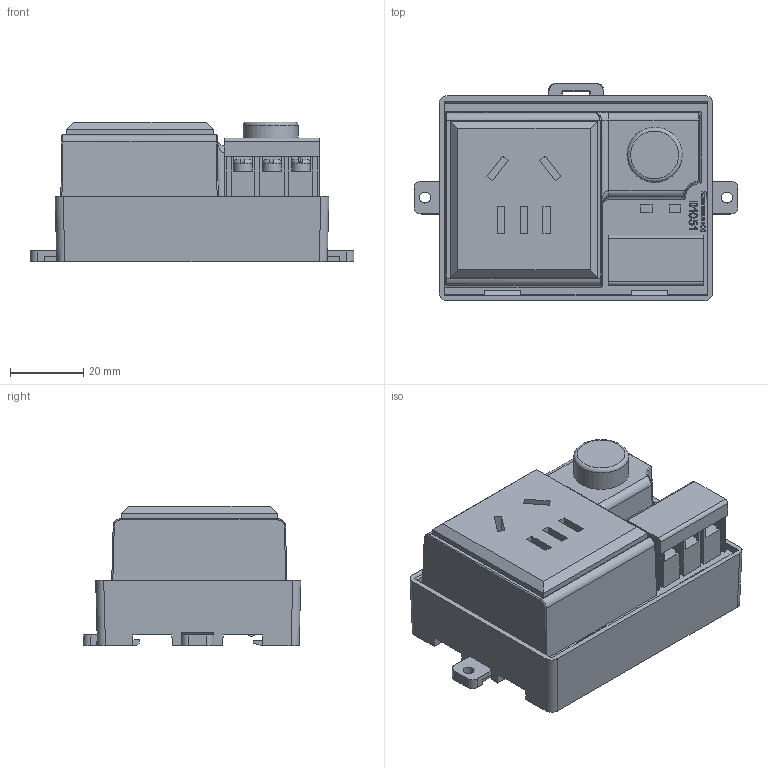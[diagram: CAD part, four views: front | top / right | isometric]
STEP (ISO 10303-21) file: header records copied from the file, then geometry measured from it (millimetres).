
FILE_DESCRIPTION(/* description */ (''),/* implementation_level */ '2;1');
FILE_NAME(/* name */ '',/* time_stamp */ '2025-04-01T09:13:53+08:00',/* author */ (''),/* organization */ (''),/* preprocessor_version */ 'ST-DEVELOPER v14',/* originating_system */ 'SIEMENS PLM Software NX 8.0',/* authorisation */ '');
FILE_SCHEMA (('AUTOMOTIVE_DESIGN { 1 0 10303 214 3 1 1 1 }'));
Length unit declared in the file: millimetre
Products named in the file (1): Admi2BC458840ji4
Bounding box: 88.6 x 59.51 x 38.25 mm (x, y, z)
Volume: 120047.3 mm3; surface area: 29502.4 mm2
Topology: 7 solids, 15 shells, 728 faces, 1937 edges, 1274 vertices
Faces by surface type: plane 607, cylinder 76, bspline 17, extrusion 12, cone 10, torus 5, sphere 1
Full cylindrical faces by diameter (mm): 3 x4, 5.3 x3, 15.064 x1
Entity records: 24231 total; most frequent: CARTESIAN_POINT 5220, ORIENTED_EDGE 3814, DIRECTION 3437, EDGE_CURVE 1907, VECTOR 1631, LINE 1619, VERTEX_POINT 1266, AXIS2_PLACEMENT_3D 903
